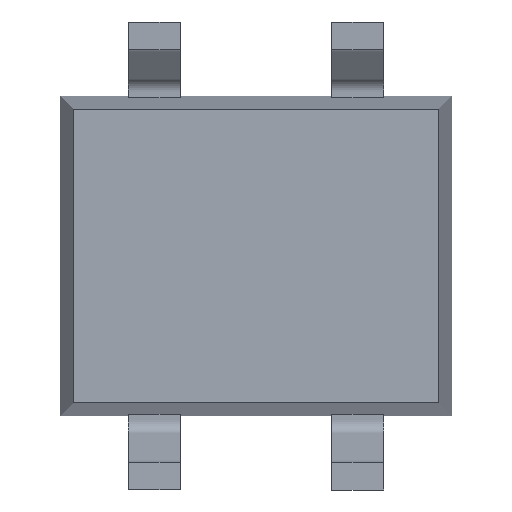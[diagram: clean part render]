
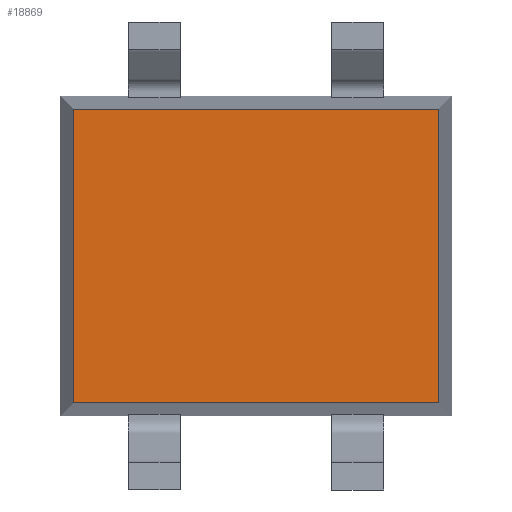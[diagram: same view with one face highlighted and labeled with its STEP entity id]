
A CAD part, front view. The second image highlights one B-rep face of the part: STEP entity #18869.
In plain terms, the highlighted planar face has unit normal (0, -1, 0).
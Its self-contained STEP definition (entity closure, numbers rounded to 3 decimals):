
#757 = LINE ( 'NONE', #13315, #4198 ) ;
#1268 = LINE ( 'NONE', #22075, #6196 ) ;
#1580 = VERTEX_POINT ( 'NONE', #2961 ) ;
#1902 = EDGE_CURVE ( 'NONE', #9420, #1580, #757, .T. ) ;
#2961 = CARTESIAN_POINT ( 'NONE',  ( 3.554, 0.1, -0.916 ) ) ;
#3697 = DIRECTION ( 'NONE',  ( 0., 0., 1. ) ) ;
#3775 = CARTESIAN_POINT ( 'NONE',  ( 3.554, 0.1, -4.584 ) ) ;
#3814 = EDGE_CURVE ( 'NONE', #14708, #9420, #1268, .T. ) ;
#4071 = CARTESIAN_POINT ( 'NONE',  ( 0., 0.1, -0.916 ) ) ;
#4198 = VECTOR ( 'NONE', #14819, 1000. ) ;
#5525 = PLANE ( 'NONE',  #5775 ) ;
#5775 = AXIS2_PLACEMENT_3D ( 'NONE', #9244, #7438, #3697 ) ;
#6116 = ORIENTED_EDGE ( 'NONE', *, *, #6287, .T. ) ;
#6196 = VECTOR ( 'NONE', #18555, 1000. ) ;
#6287 = EDGE_CURVE ( 'NONE', #1580, #11064, #18217, .T. ) ;
#7438 = DIRECTION ( 'NONE',  ( 0., 1., 0. ) ) ;
#7498 = VECTOR ( 'NONE', #19520, 1000. ) ;
#7537 = EDGE_LOOP ( 'NONE', ( #7740, #6116, #22533, #19414 ) ) ;
#7740 = ORIENTED_EDGE ( 'NONE', *, *, #1902, .T. ) ;
#9244 = CARTESIAN_POINT ( 'NONE',  ( 0., 0.1, 0. ) ) ;
#9370 = EDGE_CURVE ( 'NONE', #11064, #14708, #10934, .T. ) ;
#9420 = VERTEX_POINT ( 'NONE', #3775 ) ;
#10934 = LINE ( 'NONE', #17479, #7498 ) ;
#11064 = VERTEX_POINT ( 'NONE', #12603 ) ;
#11223 = DIRECTION ( 'NONE',  ( -1., 0., 0. ) ) ;
#12603 = CARTESIAN_POINT ( 'NONE',  ( -1.014, 0.1, -0.916 ) ) ;
#13315 = CARTESIAN_POINT ( 'NONE',  ( 3.554, 0.1, 0. ) ) ;
#14708 = VERTEX_POINT ( 'NONE', #21783 ) ;
#14819 = DIRECTION ( 'NONE',  ( 0., 0., 1. ) ) ;
#16213 = FACE_OUTER_BOUND ( 'NONE', #7537, .T. ) ;
#16244 = VECTOR ( 'NONE', #11223, 1000. ) ;
#17479 = CARTESIAN_POINT ( 'NONE',  ( -1.014, 0.1, 0. ) ) ;
#18217 = LINE ( 'NONE', #4071, #16244 ) ;
#18555 = DIRECTION ( 'NONE',  ( 1., 0., 0. ) ) ;
#18869 = ADVANCED_FACE ( 'NONE', ( #16213 ), #5525, .F. ) ;
#19414 = ORIENTED_EDGE ( 'NONE', *, *, #3814, .T. ) ;
#19520 = DIRECTION ( 'NONE',  ( 0., 0., -1. ) ) ;
#21783 = CARTESIAN_POINT ( 'NONE',  ( -1.014, 0.1, -4.584 ) ) ;
#22075 = CARTESIAN_POINT ( 'NONE',  ( 0., 0.1, -4.584 ) ) ;
#22533 = ORIENTED_EDGE ( 'NONE', *, *, #9370, .T. ) ;
